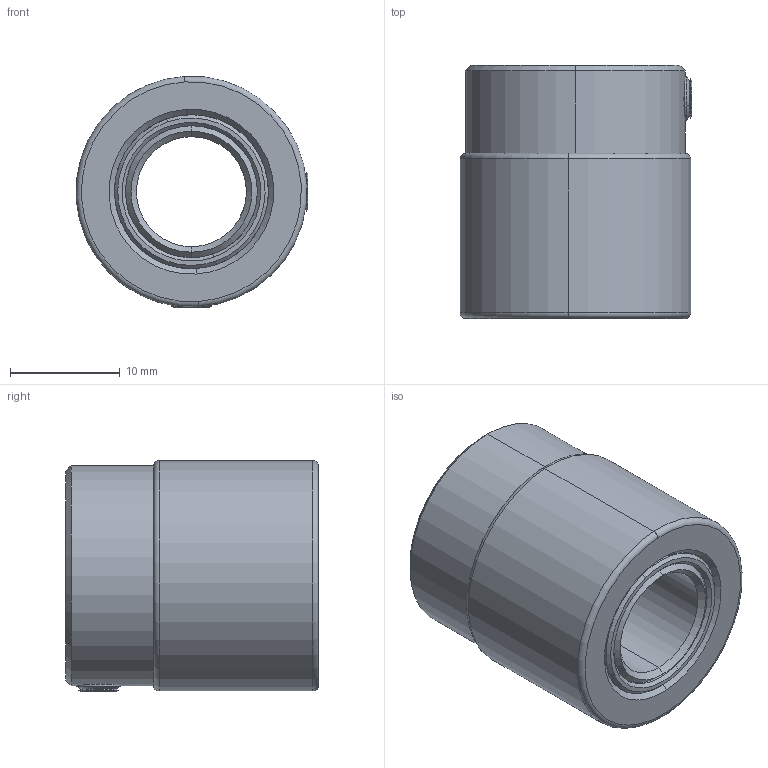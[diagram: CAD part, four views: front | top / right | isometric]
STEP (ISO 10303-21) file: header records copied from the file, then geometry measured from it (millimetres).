
FILE_DESCRIPTION (( 'STEP AP203' ), '1' );
FILE_NAME ('MAG-AMGS2115C-P06-ID10.STEP', '2020-06-24T08:08:09', ( '' ), ( '' ), 'SwSTEP 2.0', 'SolidWorks 2019', '' );
FILE_SCHEMA (( 'CONFIG_CONTROL_DESIGN' ));
Length unit declared in the file: millimetre
Products named in the file (5): MAG-2115-磁圈; hexagon socket set screw flat point_jis_JIS B 1177 Flat point M4 x 5 --S; MAG-AMGS2115C-P06-ID10; MAG-BAL-OD20-ID10-L33-M4 磁性環襯套; MAG-SIC-OD14-ID12-L25 軟鐵圈
Assembly tree (5 placements, depth 2):
  MAG-AMGS2115C-P06-ID10
    MAG-BAL-OD20-ID10-L33-M4 磁性環襯套
    MAG-2115-磁圈
    hexagon socket set screw flat point_jis_JIS B 1177 Flat point M4 x 5 --S  x2
    MAG-SIC-OD14-ID12-L25 軟鐵圈
Bounding box: 21.06 x 23 x 21.01 mm (x, y, z)
Volume: 5855 mm3; surface area: 5783.8 mm2
Topology: 5 solids, 5 shells, 154 faces, 378 edges, 234 vertices
Faces by surface type: cone 84, cylinder 42, plane 24, torus 4
Entity records: 3709 total; most frequent: CARTESIAN_POINT 713, DIRECTION 576, ORIENTED_EDGE 484, EDGE_CURVE 242, AXIS2_PLACEMENT_3D 237, VERTEX_POINT 148, CIRCLE 128, EDGE_LOOP 110
